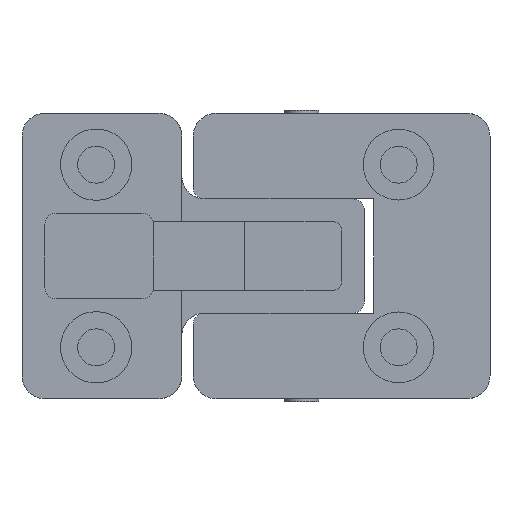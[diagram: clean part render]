
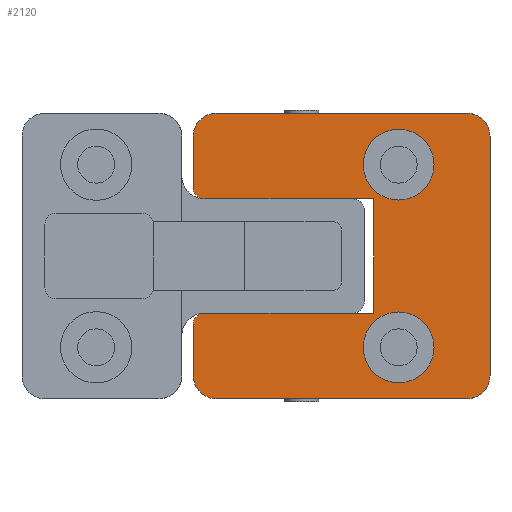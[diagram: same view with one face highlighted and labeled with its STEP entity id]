
A CAD part, left-side view. The second image highlights one B-rep face of the part: STEP entity #2120.
In plain terms, the highlighted planar face has unit normal (-1, 0, 0).
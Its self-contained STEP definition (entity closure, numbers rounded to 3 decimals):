
#67=ELLIPSE('',#2336,1.001,1.);
#69=ELLIPSE('',#2350,1.001,1.);
#70=ELLIPSE('',#2377,2.002,2.);
#71=ELLIPSE('',#2391,2.002,2.);
#169=FACE_BOUND('',#413,.T.);
#170=FACE_BOUND('',#414,.T.);
#194=PLANE('',#2409);
#280=FACE_OUTER_BOUND('',#412,.T.);
#412=EDGE_LOOP('',(#1625,#1626,#1627,#1628,#1629,#1630,#1631,#1632,#1633,
#1634,#1635,#1636,#1637,#1638));
#413=EDGE_LOOP('',(#1639));
#414=EDGE_LOOP('',(#1640));
#517=LINE('',#3341,#673);
#529=LINE('',#3392,#685);
#540=LINE('',#3439,#696);
#545=LINE('',#3449,#701);
#552=LINE('',#3487,#708);
#556=LINE('',#3495,#712);
#557=LINE('',#3497,#713);
#558=LINE('',#3498,#714);
#673=VECTOR('',#2663,14.799);
#685=VECTOR('',#2717,14.799);
#696=VECTOR('',#2770,21.);
#701=VECTOR('',#2785,4.5);
#708=VECTOR('',#2832,4.5);
#712=VECTOR('',#2844,10.);
#713=VECTOR('',#2847,21.998);
#714=VECTOR('',#2848,21.998);
#820=CIRCLE('',#2310,3.1);
#822=CIRCLE('',#2314,3.1);
#845=CIRCLE('',#2361,2.);
#865=CIRCLE('',#2401,2.);
#938=VERTEX_POINT('',#3276);
#940=VERTEX_POINT('',#3283);
#958=VERTEX_POINT('',#3333);
#959=VERTEX_POINT('',#3334);
#960=VERTEX_POINT('',#3339);
#972=VERTEX_POINT('',#3370);
#973=VERTEX_POINT('',#3371);
#978=VERTEX_POINT('',#3391);
#980=VERTEX_POINT('',#3397);
#981=VERTEX_POINT('',#3398);
#991=VERTEX_POINT('',#3430);
#992=VERTEX_POINT('',#3431);
#993=VERTEX_POINT('',#3437);
#998=VERTEX_POINT('',#3460);
#999=VERTEX_POINT('',#3461);
#1004=VERTEX_POINT('',#3481);
#1127=EDGE_CURVE('',#938,#938,#820,.T.);
#1130=EDGE_CURVE('',#940,#940,#822,.T.);
#1153=EDGE_CURVE('',#958,#959,#67,.T.);
#1157=EDGE_CURVE('',#958,#960,#517,.T.);
#1171=EDGE_CURVE('',#972,#973,#69,.T.);
#1182=EDGE_CURVE('',#978,#973,#529,.T.);
#1185=EDGE_CURVE('',#980,#981,#845,.T.);
#1202=EDGE_CURVE('',#991,#992,#70,.T.);
#1206=EDGE_CURVE('',#980,#993,#540,.T.);
#1211=EDGE_CURVE('',#992,#972,#545,.T.);
#1216=EDGE_CURVE('',#998,#999,#71,.T.);
#1227=EDGE_CURVE('',#1004,#993,#865,.T.);
#1230=EDGE_CURVE('',#959,#998,#552,.T.);
#1234=EDGE_CURVE('',#960,#978,#556,.T.);
#1235=EDGE_CURVE('',#991,#981,#557,.T.);
#1236=EDGE_CURVE('',#1004,#999,#558,.T.);
#1625=ORIENTED_EDGE('',*,*,#1153,.F.);
#1626=ORIENTED_EDGE('',*,*,#1157,.T.);
#1627=ORIENTED_EDGE('',*,*,#1234,.T.);
#1628=ORIENTED_EDGE('',*,*,#1182,.T.);
#1629=ORIENTED_EDGE('',*,*,#1171,.F.);
#1630=ORIENTED_EDGE('',*,*,#1211,.F.);
#1631=ORIENTED_EDGE('',*,*,#1202,.F.);
#1632=ORIENTED_EDGE('',*,*,#1235,.T.);
#1633=ORIENTED_EDGE('',*,*,#1185,.F.);
#1634=ORIENTED_EDGE('',*,*,#1206,.T.);
#1635=ORIENTED_EDGE('',*,*,#1227,.F.);
#1636=ORIENTED_EDGE('',*,*,#1236,.T.);
#1637=ORIENTED_EDGE('',*,*,#1216,.F.);
#1638=ORIENTED_EDGE('',*,*,#1230,.F.);
#1639=ORIENTED_EDGE('',*,*,#1127,.T.);
#1640=ORIENTED_EDGE('',*,*,#1130,.T.);
#2120=ADVANCED_FACE('',(#280,#169,#170),#194,.T.);
#2310=AXIS2_PLACEMENT_3D('',#3278,#2594,#2595);
#2314=AXIS2_PLACEMENT_3D('',#3285,#2603,#2604);
#2336=AXIS2_PLACEMENT_3D('',#3335,#2656,#2657);
#2350=AXIS2_PLACEMENT_3D('',#3372,#2693,#2694);
#2361=AXIS2_PLACEMENT_3D('',#3399,#2723,#2724);
#2377=AXIS2_PLACEMENT_3D('',#3432,#2761,#2762);
#2391=AXIS2_PLACEMENT_3D('',#3462,#2798,#2799);
#2401=AXIS2_PLACEMENT_3D('',#3482,#2823,#2824);
#2409=AXIS2_PLACEMENT_3D('',#3496,#2845,#2846);
#2594=DIRECTION('center_axis',(1.,0.,0.));
#2595=DIRECTION('ref_axis',(0.,0.,1.));
#2603=DIRECTION('center_axis',(1.,0.,0.));
#2604=DIRECTION('ref_axis',(0.,0.,1.));
#2656=DIRECTION('center_axis',(1.,0.,0.));
#2657=DIRECTION('ref_axis',(0.,1.,0.));
#2663=DIRECTION('',(0.,-1.,0.));
#2693=DIRECTION('center_axis',(1.,0.,0.));
#2694=DIRECTION('ref_axis',(0.,1.,0.));
#2717=DIRECTION('',(0.,1.,0.));
#2723=DIRECTION('center_axis',(1.,0.,0.));
#2724=DIRECTION('ref_axis',(0.,-0.707,-0.707));
#2761=DIRECTION('center_axis',(1.,0.,0.));
#2762=DIRECTION('ref_axis',(0.,1.,0.));
#2770=DIRECTION('',(0.,0.,1.));
#2785=DIRECTION('',(0.,0.,1.));
#2798=DIRECTION('center_axis',(1.,0.,0.));
#2799=DIRECTION('ref_axis',(0.,1.,0.));
#2823=DIRECTION('center_axis',(1.,0.,0.));
#2824=DIRECTION('ref_axis',(0.,-0.707,0.707));
#2832=DIRECTION('',(0.,0.,1.));
#2844=DIRECTION('',(0.,0.,-1.));
#2845=DIRECTION('center_axis',(-1.,0.,0.));
#2846=DIRECTION('ref_axis',(0.,0.,1.));
#2847=DIRECTION('',(0.,-1.,0.));
#2848=DIRECTION('',(0.,1.,0.));
#3276=CARTESIAN_POINT('',(0.,8.,7.6));
#3278=CARTESIAN_POINT('Origin',(0.,8.,4.5));
#3283=CARTESIAN_POINT('',(0.,8.,23.6));
#3285=CARTESIAN_POINT('Origin',(0.,8.,20.5));
#3333=CARTESIAN_POINT('',(0.,24.999,17.5));
#3334=CARTESIAN_POINT('',(0.,26.,18.5));
#3335=CARTESIAN_POINT('Origin',(0.,24.999,18.5));
#3339=CARTESIAN_POINT('',(0.,10.2,17.5));
#3341=CARTESIAN_POINT('',(0.,24.999,17.5));
#3370=CARTESIAN_POINT('',(0.,26.,6.5));
#3371=CARTESIAN_POINT('',(0.,24.999,7.5));
#3372=CARTESIAN_POINT('Origin',(0.,24.999,6.5));
#3391=CARTESIAN_POINT('',(0.,10.2,7.5));
#3392=CARTESIAN_POINT('',(0.,10.2,7.5));
#3397=CARTESIAN_POINT('',(0.,0.,2.));
#3398=CARTESIAN_POINT('',(0.,2.,0.));
#3399=CARTESIAN_POINT('Origin',(0.,2.,2.));
#3430=CARTESIAN_POINT('',(0.,23.998,0.));
#3431=CARTESIAN_POINT('',(0.,26.,2.));
#3432=CARTESIAN_POINT('Origin',(0.,23.998,2.));
#3437=CARTESIAN_POINT('',(0.,0.,23.));
#3439=CARTESIAN_POINT('',(0.,0.,2.));
#3449=CARTESIAN_POINT('',(0.,26.,2.));
#3460=CARTESIAN_POINT('',(0.,26.,23.));
#3461=CARTESIAN_POINT('',(0.,23.998,25.));
#3462=CARTESIAN_POINT('Origin',(0.,23.998,23.));
#3481=CARTESIAN_POINT('',(0.,2.,25.));
#3482=CARTESIAN_POINT('Origin',(0.,2.,23.));
#3487=CARTESIAN_POINT('',(0.,26.,18.5));
#3495=CARTESIAN_POINT('',(0.,10.2,17.5));
#3496=CARTESIAN_POINT('Origin',(0.,0.,0.));
#3497=CARTESIAN_POINT('',(0.,23.998,0.));
#3498=CARTESIAN_POINT('',(0.,2.,25.));
